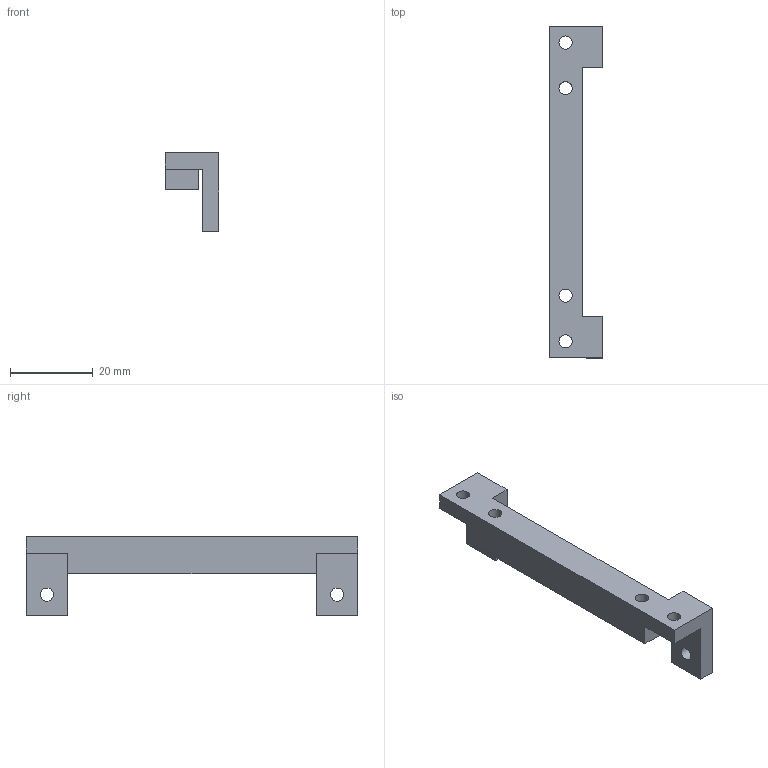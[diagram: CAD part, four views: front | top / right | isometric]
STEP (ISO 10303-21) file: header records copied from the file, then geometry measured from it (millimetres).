
FILE_DESCRIPTION(('STEP AP242'), '1');
FILE_NAME('ïåðåêëàäèíà', '', ('UNSPECIFIED'), ('UNSPECIFIED'), 'C3D Converter', 'C3D Toolkit', '');
FILE_SCHEMA(('AP242_MANAGED_MODEL_BASED_3D_ENGINEERING_MIM_LF { 1 0 10303 442 1 1 4 }'));
Length unit declared in the file: millimetre
Bounding box: 13 x 80 x 19 mm (x, y, z)
Volume: 6286.6 mm3; surface area: 4029.3 mm2
Topology: 1 solids, 1 shells, 24 faces, 64 edges, 42 vertices
Faces by surface type: plane 18, cylinder 6
Full cylindrical faces by diameter (mm): 3.2 x6
Entity records: 778 total; most frequent: CARTESIAN_POINT 125, DIRECTION 120, ORIENTED_EDGE 116, EDGE_CURVE 58, LINE 46, VECTOR 46, EDGE_LOOP 42, VERTEX_POINT 42
